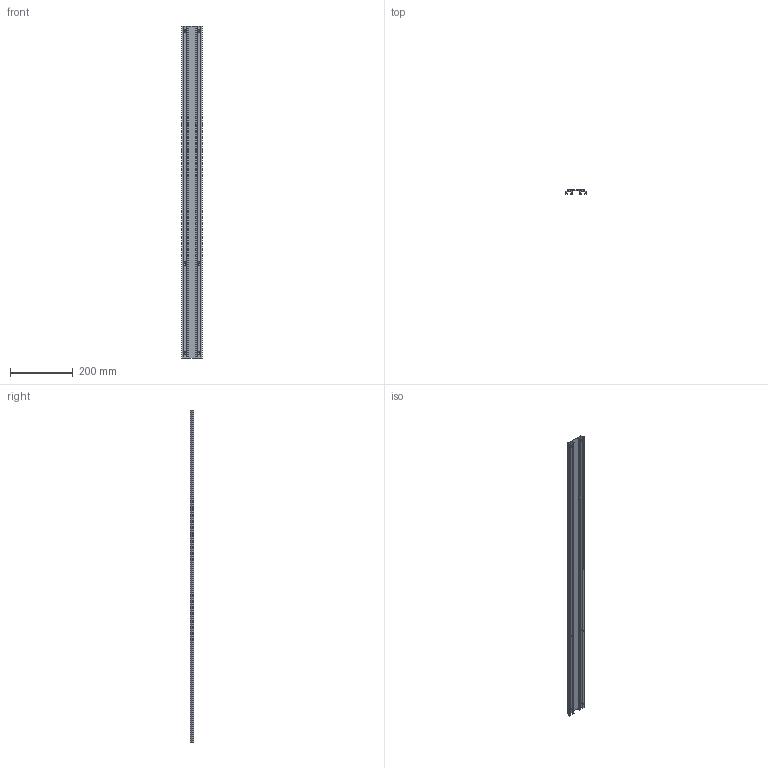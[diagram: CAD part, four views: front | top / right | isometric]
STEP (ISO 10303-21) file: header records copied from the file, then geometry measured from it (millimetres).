
FILE_DESCRIPTION((''),'2;1');
FILE_NAME('215567_ASM','2020-01-24T11:51:07',('PDMAdmin'),('BANNER ENGINEERING'),'CREO PARAMETRIC BY PTC INC, 2019292','CREO PARAMETRIC BY PTC INC, 2019292','');
FILE_SCHEMA(('CONFIG_CONTROL_DESIGN'));
Length unit declared in the file: millimetre
Products named in the file (2): 213577_AF0; 215567_ASM
Assembly tree (1 placements, depth 2):
  215567_ASM
    213577_AF0
Bounding box: 65.5 x 12.5 x 1055 mm (x, y, z)
Volume: 278177.3 mm3; surface area: 251168.7 mm2
Topology: 1 solids, 1 shells, 172 faces, 492 edges, 316 vertices
Faces by surface type: cylinder 106, plane 54, cone 12
Entity records: 6231 total; most frequent: CARTESIAN_POINT 1691, ORIENTED_EDGE 984, DIRECTION 910, EDGE_CURVE 492, AXIS2_PLACEMENT_3D 327, VERTEX_POINT 316, VECTOR 256, LINE 256
